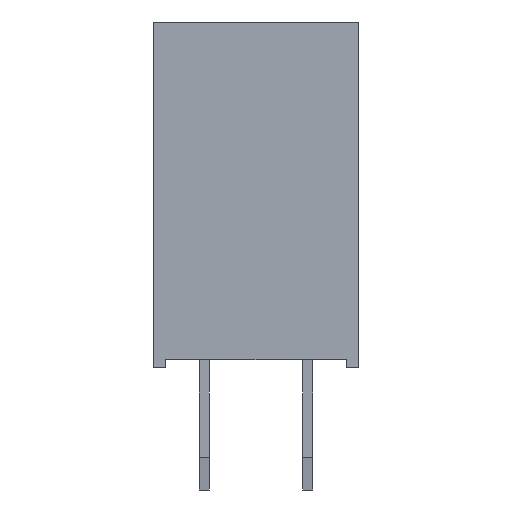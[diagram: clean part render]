
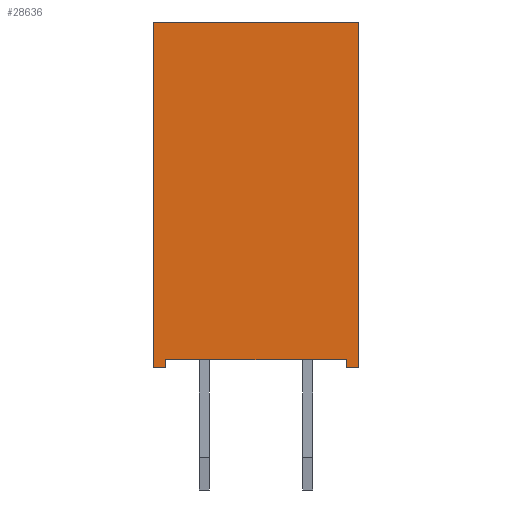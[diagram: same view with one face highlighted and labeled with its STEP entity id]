
A CAD part, left-side view. The second image highlights one B-rep face of the part: STEP entity #28636.
In plain terms, the highlighted planar face has unit normal (-1, 0, 0).
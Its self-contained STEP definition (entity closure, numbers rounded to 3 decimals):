
#1870=FACE_OUTER_BOUND('',#3426,.T.);
#3426=EDGE_LOOP('',(#19691,#19692,#19693,#19694,#19695,#19696,#19697,#19698));
#5192=LINE('',#41355,#8666);
#5195=LINE('',#41360,#8669);
#5197=LINE('',#41364,#8671);
#5207=LINE('',#41384,#8681);
#5238=LINE('',#41446,#8712);
#5248=LINE('',#41465,#8722);
#5249=LINE('',#41467,#8723);
#5250=LINE('',#41468,#8724);
#8666=VECTOR('',#33162,0.3);
#8669=VECTOR('',#33167,8.5);
#8671=VECTOR('',#33171,5.04);
#8681=VECTOR('',#33183,8.5);
#8712=VECTOR('',#33238,4.44);
#8722=VECTOR('',#33260,0.3);
#8723=VECTOR('',#33263,0.2);
#8724=VECTOR('',#33264,0.2);
#12086=VERTEX_POINT('',#41352);
#12087=VERTEX_POINT('',#41354);
#12088=VERTEX_POINT('',#41358);
#12089=VERTEX_POINT('',#41362);
#12098=VERTEX_POINT('',#41382);
#12116=VERTEX_POINT('',#41443);
#12117=VERTEX_POINT('',#41445);
#12120=VERTEX_POINT('',#41463);
#14928=EDGE_CURVE('',#12087,#12086,#5192,.T.);
#14931=EDGE_CURVE('',#12086,#12088,#5195,.T.);
#14933=EDGE_CURVE('',#12088,#12089,#5197,.T.);
#14943=EDGE_CURVE('',#12089,#12098,#5207,.T.);
#14974=EDGE_CURVE('',#12117,#12116,#5238,.T.);
#14984=EDGE_CURVE('',#12098,#12120,#5248,.T.);
#14985=EDGE_CURVE('',#12120,#12117,#5249,.T.);
#14986=EDGE_CURVE('',#12116,#12087,#5250,.T.);
#19691=ORIENTED_EDGE('',*,*,#14931,.T.);
#19692=ORIENTED_EDGE('',*,*,#14933,.T.);
#19693=ORIENTED_EDGE('',*,*,#14943,.T.);
#19694=ORIENTED_EDGE('',*,*,#14984,.T.);
#19695=ORIENTED_EDGE('',*,*,#14985,.T.);
#19696=ORIENTED_EDGE('',*,*,#14974,.T.);
#19697=ORIENTED_EDGE('',*,*,#14986,.T.);
#19698=ORIENTED_EDGE('',*,*,#14928,.T.);
#27440=PLANE('',#30295);
#28636=ADVANCED_FACE('',(#1870),#27440,.T.);
#30295=AXIS2_PLACEMENT_3D('',#41466,#33261,#33262);
#33162=DIRECTION('',(0.,0.,1.));
#33167=DIRECTION('',(0.,1.,0.));
#33171=DIRECTION('',(0.,0.,-1.));
#33183=DIRECTION('',(0.,-1.,0.));
#33238=DIRECTION('',(0.,0.,1.));
#33260=DIRECTION('',(0.,0.,1.));
#33261=DIRECTION('center_axis',(-1.,0.,0.));
#33262=DIRECTION('ref_axis',(0.,0.,1.));
#33263=DIRECTION('',(0.,1.,0.));
#33264=DIRECTION('',(0.,-1.,0.));
#41352=CARTESIAN_POINT('',(-1.47,-8.5,2.52));
#41354=CARTESIAN_POINT('',(-1.47,-8.5,2.22));
#41355=CARTESIAN_POINT('',(-1.47,-8.5,2.22));
#41358=CARTESIAN_POINT('',(-1.47,0.,2.52));
#41360=CARTESIAN_POINT('',(-1.47,-8.5,2.52));
#41362=CARTESIAN_POINT('',(-1.47,0.,-2.52));
#41364=CARTESIAN_POINT('',(-1.47,0.,2.52));
#41382=CARTESIAN_POINT('',(-1.47,-8.5,-2.52));
#41384=CARTESIAN_POINT('',(-1.47,0.,-2.52));
#41443=CARTESIAN_POINT('',(-1.47,-8.3,2.22));
#41445=CARTESIAN_POINT('',(-1.47,-8.3,-2.22));
#41446=CARTESIAN_POINT('',(-1.47,-8.3,-2.22));
#41463=CARTESIAN_POINT('',(-1.47,-8.5,-2.22));
#41465=CARTESIAN_POINT('',(-1.47,-8.5,-2.52));
#41466=CARTESIAN_POINT('Origin',(-1.47,0.,0.));
#41467=CARTESIAN_POINT('',(-1.47,-8.5,-2.22));
#41468=CARTESIAN_POINT('',(-1.47,-8.3,2.22));
